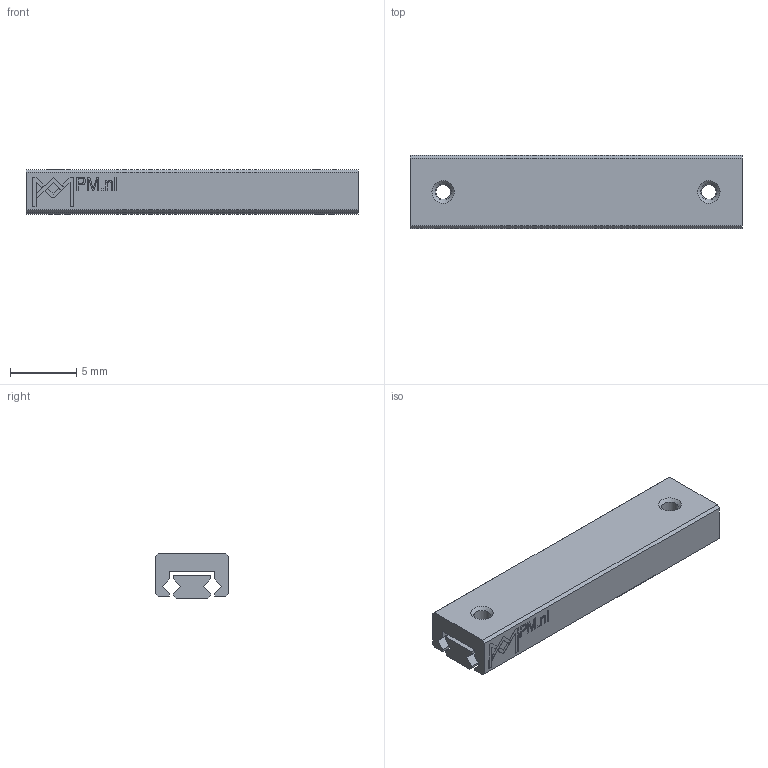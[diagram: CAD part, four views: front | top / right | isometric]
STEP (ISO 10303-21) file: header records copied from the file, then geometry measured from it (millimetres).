
FILE_DESCRIPTION(/* description */ (''),/* implementation_level */ '2;1');
FILE_NAME(/* name */ '089430_A.stp',/* time_stamp */ '2020-11-12T09:03:58+01:00',/* author */ (''),/* organization */ (''),/* preprocessor_version */ 'ST-DEVELOPER v16.7',/* originating_system */ 'SIEMENS PLM Software NX 12.0',/* authorisation */ '');
FILE_SCHEMA (('AUTOMOTIVE_DESIGN { 1 0 10303 214 3 1 1 1 }'));
Length unit declared in the file: millimetre
Products named in the file (3): 089420_A_4-Upper Slide MSR 3-25 tbv STEP-files; 089424_A_4-Duplex MSR 3-25 tbv STEP-files; 089430_A_3-Slide MSR 3-25 Assy tbv STEP-files
Assembly tree (2 placements, depth 2):
  089430_A_3-Slide MSR 3-25 Assy tbv STEP-files
    089424_A_4-Duplex MSR 3-25 tbv STEP-files
    089420_A_4-Upper Slide MSR 3-25 tbv STEP-files
Bounding box: 25 x 5.5 x 3.35 mm (x, y, z)
Volume: 356.2 mm3; surface area: 823.7 mm2
Topology: 2 solids, 2 shells, 121 faces, 319 edges, 212 vertices
Faces by surface type: plane 99, extrusion 9, cone 8, cylinder 5
Full cylindrical faces by diameter (mm): 1.1 x2, 1.25 x2
Entity records: 4400 total; most frequent: CARTESIAN_POINT 1018, ORIENTED_EDGE 602, DIRECTION 482, EDGE_CURVE 301, VECTOR 216, LINE 207, VERTEX_POINT 206, EDGE_LOOP 151
